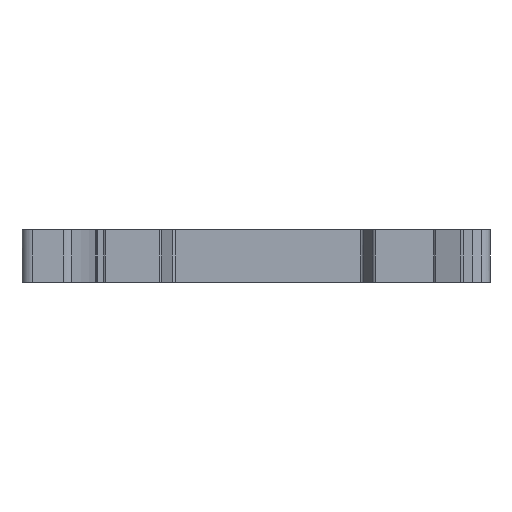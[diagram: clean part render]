
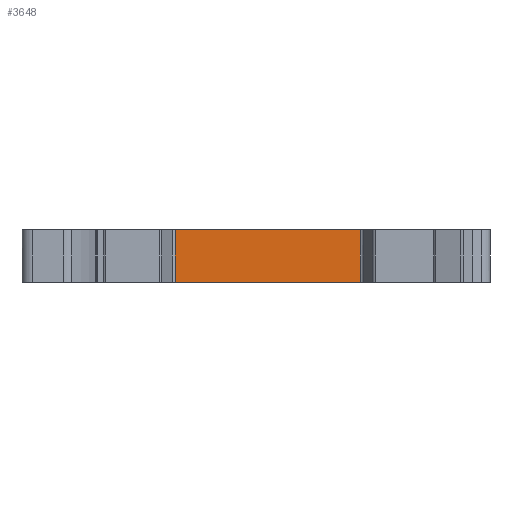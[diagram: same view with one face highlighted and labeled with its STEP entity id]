
A CAD part, front view. The second image highlights one B-rep face of the part: STEP entity #3648.
In plain terms, the highlighted planar face has unit normal (0, -1, 0).
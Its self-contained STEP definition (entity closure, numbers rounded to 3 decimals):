
#240 = EDGE_CURVE ( 'NONE', #5522, #5481, #2139, .T. ) ;
#1332 = VECTOR ( 'NONE', #1441, 1000. ) ;
#1339 = LINE ( 'NONE', #1748, #1332 ) ;
#1397 = DIRECTION ( 'NONE',  ( 1., 0., 0. ) ) ;
#1430 = CARTESIAN_POINT ( 'NONE',  ( -10.222, 0., 5. ) ) ;
#1441 = DIRECTION ( 'NONE',  ( 0., 0., -1. ) ) ;
#1511 = VECTOR ( 'NONE', #1828, 1000. ) ;
#1517 = LINE ( 'NONE', #1844, #1511 ) ;
#1748 = CARTESIAN_POINT ( 'NONE',  ( 8.746, 0., 5. ) ) ;
#1828 = DIRECTION ( 'NONE',  ( 0., 0., 1. ) ) ;
#1844 = CARTESIAN_POINT ( 'NONE',  ( -8.746, 0., 5. ) ) ;
#2086 = VECTOR ( 'NONE', #1397, 1000. ) ;
#2139 = LINE ( 'NONE', #1430, #2086 ) ;
#2191 = CARTESIAN_POINT ( 'NONE',  ( 8.746, 0., 0. ) ) ;
#2974 = EDGE_LOOP ( 'NONE', ( #5300, #5339, #5347, #5349 ) ) ;
#3304 = DIRECTION ( 'NONE',  ( -1., 0., 0. ) ) ;
#3349 = EDGE_CURVE ( 'NONE', #5470, #5284, #4975, .T. ) ;
#3350 = DIRECTION ( 'NONE',  ( 0., 1., 0. ) ) ;
#3396 = PLANE ( 'NONE',  #5437 ) ;
#3485 = CARTESIAN_POINT ( 'NONE',  ( -8.746, 0., 5. ) ) ;
#3648 = ADVANCED_FACE ( 'NONE', ( #4221 ), #3396, .F. ) ;
#3992 = CARTESIAN_POINT ( 'NONE',  ( -8.746, 0., 0. ) ) ;
#4061 = CARTESIAN_POINT ( 'NONE',  ( 8.746, 0., 5. ) ) ;
#4221 = FACE_OUTER_BOUND ( 'NONE', #2974, .T. ) ;
#4400 = DIRECTION ( 'NONE',  ( 1., 0., 0. ) ) ;
#4421 = CARTESIAN_POINT ( 'NONE',  ( -8.746, 0., 0. ) ) ;
#4849 = CARTESIAN_POINT ( 'NONE',  ( -8.746, 0., 5. ) ) ;
#4975 = LINE ( 'NONE', #4421, #4983 ) ;
#4983 = VECTOR ( 'NONE', #4400, 1000. ) ;
#5284 = VERTEX_POINT ( 'NONE', #2191 ) ;
#5300 = ORIENTED_EDGE ( 'NONE', *, *, #240, .F. ) ;
#5339 = ORIENTED_EDGE ( 'NONE', *, *, #6673, .F. ) ;
#5347 = ORIENTED_EDGE ( 'NONE', *, *, #3349, .T. ) ;
#5349 = ORIENTED_EDGE ( 'NONE', *, *, #6702, .F. ) ;
#5437 = AXIS2_PLACEMENT_3D ( 'NONE', #3485, #3350, #3304 ) ;
#5470 = VERTEX_POINT ( 'NONE', #3992 ) ;
#5481 = VERTEX_POINT ( 'NONE', #4061 ) ;
#5522 = VERTEX_POINT ( 'NONE', #4849 ) ;
#6673 = EDGE_CURVE ( 'NONE', #5470, #5522, #1517, .T. ) ;
#6702 = EDGE_CURVE ( 'NONE', #5481, #5284, #1339, .T. ) ;
